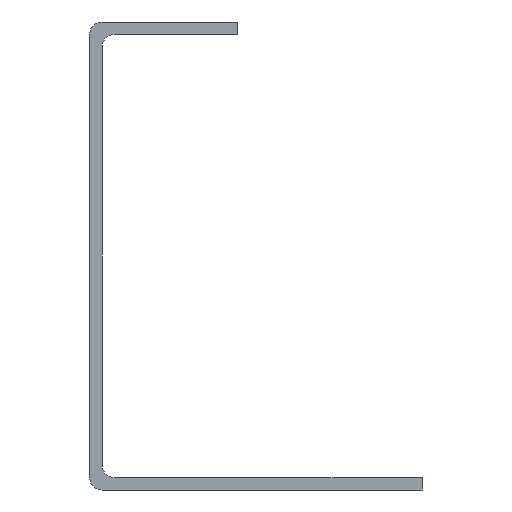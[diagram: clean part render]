
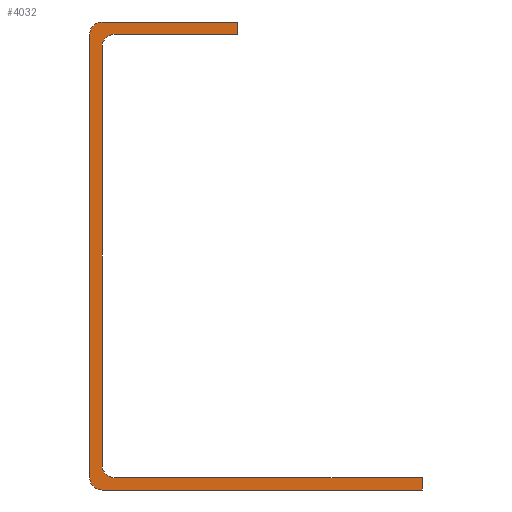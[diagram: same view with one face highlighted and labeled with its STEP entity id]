
A CAD part, front view. The second image highlights one B-rep face of the part: STEP entity #4032.
In plain terms, the highlighted planar face has unit normal (0, -1, 0).
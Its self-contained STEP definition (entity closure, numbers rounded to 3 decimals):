
#855=CARTESIAN_POINT('',(1.,-218.515,12.095));
#856=DIRECTION('',(0.,1.,0.));
#857=DIRECTION('',(0.,0.,-1.));
#858=AXIS2_PLACEMENT_3D('',#855,#856,#857);
#863=DIRECTION('',(0.,0.,1.));
#864=VECTOR('',#863,36.);
#865=CARTESIAN_POINT('',(0.,-218.515,12.095));
#866=LINE('',#865,#864);
#870=CARTESIAN_POINT('',(1.,-218.515,48.095));
#871=DIRECTION('',(0.,1.,0.));
#872=DIRECTION('',(-1.,0.,0.));
#873=AXIS2_PLACEMENT_3D('',#870,#871,#872);
#878=DIRECTION('',(-1.,0.,0.));
#879=VECTOR('',#878,10.);
#880=CARTESIAN_POINT('',(12.,-218.515,48.095));
#881=LINE('',#880,#879);
#885=CARTESIAN_POINT('',(2.,-218.515,47.095));
#886=DIRECTION('',(0.,-1.,0.));
#887=DIRECTION('',(0.,0.,1.));
#888=AXIS2_PLACEMENT_3D('',#885,#886,#887);
#893=CARTESIAN_POINT('',(2.,-218.515,13.095));
#894=DIRECTION('',(0.,-1.,0.));
#895=DIRECTION('',(-1.,0.,0.));
#896=AXIS2_PLACEMENT_3D('',#893,#894,#895);
#901=DIRECTION('',(-1.,0.,0.));
#902=VECTOR('',#901,26.);
#903=CARTESIAN_POINT('',(27.,-218.515,11.095));
#904=LINE('',#903,#902);
#989=DIRECTION('',(0.,0.,1.));
#990=VECTOR('',#989,1.);
#991=CARTESIAN_POINT('',(27.,-218.515,11.095));
#992=LINE('',#991,#990);
#1003=DIRECTION('',(-1.,0.,0.));
#1004=VECTOR('',#1003,25.);
#1005=CARTESIAN_POINT('',(27.,-218.515,12.095));
#1006=LINE('',#1005,#1004);
#1024=DIRECTION('',(0.,0.,1.));
#1025=VECTOR('',#1024,34.);
#1026=CARTESIAN_POINT('',(1.,-218.515,13.095));
#1027=LINE('',#1026,#1025);
#1724=DIRECTION('',(0.,0.,1.));
#1725=VECTOR('',#1724,1.);
#1726=CARTESIAN_POINT('',(12.,-218.515,48.095));
#1727=LINE('',#1726,#1725);
#1738=DIRECTION('',(-1.,0.,0.));
#1739=VECTOR('',#1738,11.);
#1740=CARTESIAN_POINT('',(12.,-218.515,49.095));
#1741=LINE('',#1740,#1739);
#3077=CARTESIAN_POINT('',(0.,-218.515,12.095));
#3079=VERTEX_POINT('',#3077);
#3082=CARTESIAN_POINT('',(0.,-218.515,48.095));
#3083=VERTEX_POINT('',#3082);
#3264=CARTESIAN_POINT('',(1.,-218.515,13.095));
#3266=VERTEX_POINT('',#3264);
#3268=CARTESIAN_POINT('',(1.,-218.515,47.095));
#3269=VERTEX_POINT('',#3268);
#3430=CARTESIAN_POINT('',(2.,-218.515,12.095));
#3431=VERTEX_POINT('',#3430);
#3446=CARTESIAN_POINT('',(1.,-218.515,11.095));
#3447=VERTEX_POINT('',#3446);
#3448=CARTESIAN_POINT('',(1.,-218.515,49.095));
#3449=VERTEX_POINT('',#3448);
#3450=CARTESIAN_POINT('',(12.,-218.515,49.095));
#3451=VERTEX_POINT('',#3450);
#3452=CARTESIAN_POINT('',(12.,-218.515,48.095));
#3453=VERTEX_POINT('',#3452);
#3454=CARTESIAN_POINT('',(2.,-218.515,48.095));
#3455=VERTEX_POINT('',#3454);
#3456=CARTESIAN_POINT('',(27.,-218.515,12.095));
#3457=VERTEX_POINT('',#3456);
#3458=CARTESIAN_POINT('',(27.,-218.515,11.095));
#3459=VERTEX_POINT('',#3458);
#4003=CARTESIAN_POINT('',(0.,-218.515,49.095));
#4004=DIRECTION('',(0.,-1.,0.));
#4005=DIRECTION('',(0.,0.,-1.));
#4006=AXIS2_PLACEMENT_3D('',#4003,#4004,#4005);
#4007=PLANE('',#4006);
#4008=ORIENTED_EDGE('',*,*,#3986,.T.);
#4009=ORIENTED_EDGE('',*,*,#3671,.T.);
#4011=ORIENTED_EDGE('',*,*,#4010,.T.);
#4013=ORIENTED_EDGE('',*,*,#4012,.F.);
#4015=ORIENTED_EDGE('',*,*,#4014,.F.);
#4017=ORIENTED_EDGE('',*,*,#4016,.T.);
#4019=ORIENTED_EDGE('',*,*,#4018,.T.);
#4021=ORIENTED_EDGE('',*,*,#4020,.F.);
#4023=ORIENTED_EDGE('',*,*,#4022,.T.);
#4025=ORIENTED_EDGE('',*,*,#4024,.F.);
#4027=ORIENTED_EDGE('',*,*,#4026,.F.);
#4029=ORIENTED_EDGE('',*,*,#4028,.T.);
#4030=EDGE_LOOP('',(#4008,#4009,#4011,#4013,#4015,#4017,#4019,#4021,#4023,#4025,
#4027,#4029));
#4031=FACE_OUTER_BOUND('',#4030,.F.);
#859=CIRCLE('',#858,1.);
#874=CIRCLE('',#873,1.);
#889=CIRCLE('',#888,1.);
#897=CIRCLE('',#896,1.);
#3671=EDGE_CURVE('',#3079,#3083,#866,.T.);
#3986=EDGE_CURVE('',#3447,#3079,#859,.T.);
#4010=EDGE_CURVE('',#3083,#3449,#874,.T.);
#4012=EDGE_CURVE('',#3451,#3449,#1741,.T.);
#4014=EDGE_CURVE('',#3453,#3451,#1727,.T.);
#4016=EDGE_CURVE('',#3453,#3455,#881,.T.);
#4018=EDGE_CURVE('',#3455,#3269,#889,.T.);
#4020=EDGE_CURVE('',#3266,#3269,#1027,.T.);
#4022=EDGE_CURVE('',#3266,#3431,#897,.T.);
#4024=EDGE_CURVE('',#3457,#3431,#1006,.T.);
#4026=EDGE_CURVE('',#3459,#3457,#992,.T.);
#4028=EDGE_CURVE('',#3459,#3447,#904,.T.);
#4032=ADVANCED_FACE('',(#4031),#4007,.T.);
